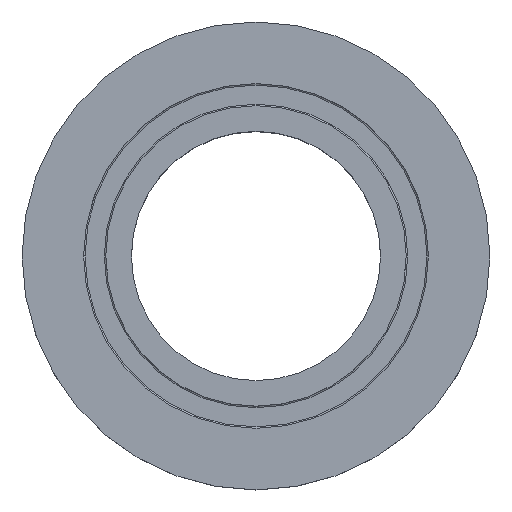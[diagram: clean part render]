
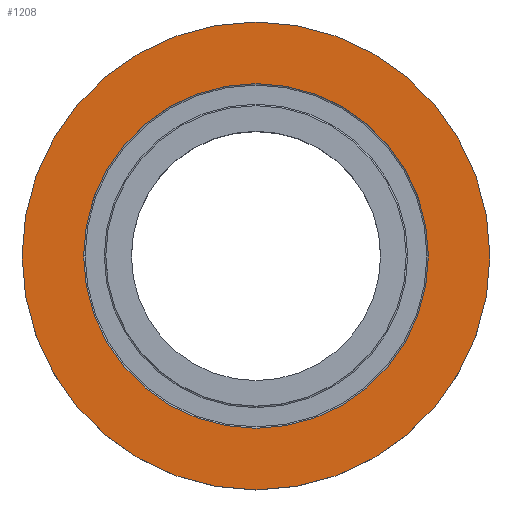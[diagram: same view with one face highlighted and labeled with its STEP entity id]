
A CAD part, top view. The second image highlights one B-rep face of the part: STEP entity #1208.
In plain terms, the highlighted planar face has unit normal (0, 0, 1).
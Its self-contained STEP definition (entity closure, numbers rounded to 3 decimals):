
#64 = VERTEX_POINT ( 'NONE', #324 ) ;
#82 = VERTEX_POINT ( 'NONE', #216 ) ;
#186 = AXIS2_PLACEMENT_3D ( 'NONE', #1383, #516, #1449 ) ;
#200 = FACE_BOUND ( 'NONE', #1371, .T. ) ;
#215 = VERTEX_POINT ( 'NONE', #391 ) ;
#216 = CARTESIAN_POINT ( 'NONE',  ( -47.5, 0., 0. ) ) ;
#260 = CIRCLE ( 'NONE', #186, 35. ) ;
#309 = EDGE_CURVE ( 'NONE', #64, #1860, #260, .T. ) ;
#324 = CARTESIAN_POINT ( 'NONE',  ( -35., 0., 0. ) ) ;
#391 = CARTESIAN_POINT ( 'NONE',  ( 47.5, 0., 0. ) ) ;
#446 = AXIS2_PLACEMENT_3D ( 'NONE', #796, #802, #813 ) ;
#516 = DIRECTION ( 'NONE',  ( 0., 0., 1. ) ) ;
#534 = CIRCLE ( 'NONE', #446, 47.5 ) ;
#725 = AXIS2_PLACEMENT_3D ( 'NONE', #1502, #896, #772 ) ;
#734 = CARTESIAN_POINT ( 'NONE',  ( 35., 0., 0. ) ) ;
#772 = DIRECTION ( 'NONE',  ( 1., 0., 0. ) ) ;
#773 = CIRCLE ( 'NONE', #725, 47.5 ) ;
#787 = EDGE_CURVE ( 'NONE', #215, #82, #773, .T. ) ;
#796 = CARTESIAN_POINT ( 'NONE',  ( 0., 0., 0. ) ) ;
#802 = DIRECTION ( 'NONE',  ( 0., 0., 1. ) ) ;
#813 = DIRECTION ( 'NONE',  ( 1., 0., 0. ) ) ;
#819 = PLANE ( 'NONE',  #1291 ) ;
#828 = CIRCLE ( 'NONE', #964, 35. ) ;
#896 = DIRECTION ( 'NONE',  ( 0., 0., 1. ) ) ;
#922 = CARTESIAN_POINT ( 'NONE',  ( 0., 35., 0. ) ) ;
#929 = DIRECTION ( 'NONE',  ( 0., 0., -1. ) ) ;
#933 = DIRECTION ( 'NONE',  ( -1., 0., 0. ) ) ;
#964 = AXIS2_PLACEMENT_3D ( 'NONE', #1455, #1463, #1469 ) ;
#1005 = ORIENTED_EDGE ( 'NONE', *, *, #1179, .T. ) ;
#1016 = FACE_OUTER_BOUND ( 'NONE', #1768, .T. ) ;
#1179 = EDGE_CURVE ( 'NONE', #82, #215, #534, .T. ) ;
#1208 = ADVANCED_FACE ( 'NONE', ( #200, #1016 ), #819, .F. ) ;
#1234 = ORIENTED_EDGE ( 'NONE', *, *, #787, .T. ) ;
#1291 = AXIS2_PLACEMENT_3D ( 'NONE', #922, #929, #933 ) ;
#1346 = EDGE_CURVE ( 'NONE', #1860, #64, #828, .T. ) ;
#1371 = EDGE_LOOP ( 'NONE', ( #1405, #1836 ) ) ;
#1383 = CARTESIAN_POINT ( 'NONE',  ( 0., 0., 0. ) ) ;
#1405 = ORIENTED_EDGE ( 'NONE', *, *, #1346, .F. ) ;
#1449 = DIRECTION ( 'NONE',  ( 1., 0., 0. ) ) ;
#1455 = CARTESIAN_POINT ( 'NONE',  ( 0., 0., 0. ) ) ;
#1463 = DIRECTION ( 'NONE',  ( 0., 0., 1. ) ) ;
#1469 = DIRECTION ( 'NONE',  ( 1., 0., 0. ) ) ;
#1502 = CARTESIAN_POINT ( 'NONE',  ( 0., 0., 0. ) ) ;
#1768 = EDGE_LOOP ( 'NONE', ( #1234, #1005 ) ) ;
#1836 = ORIENTED_EDGE ( 'NONE', *, *, #309, .F. ) ;
#1860 = VERTEX_POINT ( 'NONE', #734 ) ;
